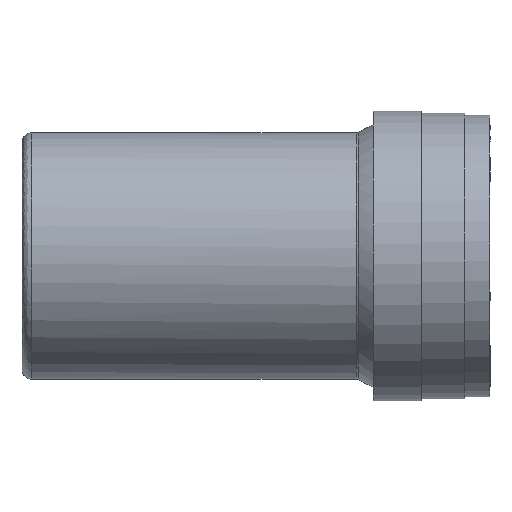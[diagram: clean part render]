
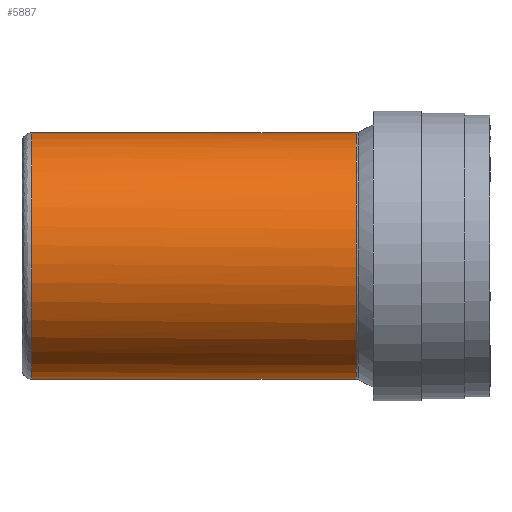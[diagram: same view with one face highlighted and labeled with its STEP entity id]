
A CAD part, front view. The second image highlights one B-rep face of the part: STEP entity #5887.
In plain terms, the highlighted free-form (B-spline) face has degree [2, 1] with [5, 2] control points.
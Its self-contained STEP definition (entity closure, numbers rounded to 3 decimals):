
#4904 = VERTEX_POINT('',#4905);
#4905 = CARTESIAN_POINT('',(58.128,81.053,
    -74.128));
#4924 = VERTEX_POINT('',#4925);
#4925 = CARTESIAN_POINT('',(58.128,81.053,
    -108.088));
#4931 = EDGE_CURVE('',#4924,#4904,#4932,.T.);
#4932 = ( BOUNDED_CURVE() B_SPLINE_CURVE(2,(#4933,#4934,#4935,#4936,
#4937),.UNSPECIFIED.,.F.,.F.) B_SPLINE_CURVE_WITH_KNOTS((3,2,3),(
    3.142,4.712,6.283),
.PIECEWISE_BEZIER_KNOTS.) CURVE() GEOMETRIC_REPRESENTATION_ITEM() 
RATIONAL_B_SPLINE_CURVE((1.,0.707,1.,0.707,1.)) 
REPRESENTATION_ITEM('') );
#4933 = CARTESIAN_POINT('',(58.128,81.053,
    -108.088));
#4934 = CARTESIAN_POINT('',(58.128,64.073,
    -108.088));
#4935 = CARTESIAN_POINT('',(58.128,64.073,
    -91.108));
#4936 = CARTESIAN_POINT('',(58.128,64.073,
    -74.128));
#4937 = CARTESIAN_POINT('',(58.128,81.053,
    -74.128));
#5026 = VERTEX_POINT('',#5027);
#5027 = CARTESIAN_POINT('',(13.399,81.053,
    -74.128));
#5034 = VERTEX_POINT('',#5035);
#5035 = CARTESIAN_POINT('',(13.399,81.053,
    -108.088));
#5866 = EDGE_CURVE('',#4924,#5034,#5867,.T.);
#5867 = B_SPLINE_CURVE_WITH_KNOTS('',1,(#5868,#5869),.UNSPECIFIED.,.F.,
  .F.,(2,2),(-60.22,-26.557),.PIECEWISE_BEZIER_KNOTS.);
#5868 = CARTESIAN_POINT('',(58.128,81.053,
    -108.088));
#5869 = CARTESIAN_POINT('',(13.399,81.053,
    -108.088));
#5872 = EDGE_CURVE('',#4904,#5026,#5873,.T.);
#5873 = B_SPLINE_CURVE_WITH_KNOTS('',1,(#5874,#5875),.UNSPECIFIED.,.F.,
  .F.,(2,2),(-60.22,-26.557),.PIECEWISE_BEZIER_KNOTS.);
#5874 = CARTESIAN_POINT('',(58.128,81.053,
    -74.128));
#5875 = CARTESIAN_POINT('',(13.399,81.053,
    -74.128));
#5887 = ADVANCED_FACE('',(#5888),#5901,.T.);
#5888 = FACE_BOUND('',#5889,.T.);
#5889 = EDGE_LOOP('',(#5890,#5891,#5892,#5893));
#5890 = ORIENTED_EDGE('',*,*,#5866,.F.);
#5891 = ORIENTED_EDGE('',*,*,#4931,.T.);
#5892 = ORIENTED_EDGE('',*,*,#5872,.T.);
#5893 = ORIENTED_EDGE('',*,*,#5894,.T.);
#5894 = EDGE_CURVE('',#5026,#5034,#5895,.T.);
#5895 = ( BOUNDED_CURVE() B_SPLINE_CURVE(2,(#5896,#5897,#5898,#5899,
#5900),.UNSPECIFIED.,.F.,.F.) B_SPLINE_CURVE_WITH_KNOTS((3,2,3),(
    3.142,4.712,6.283),
.PIECEWISE_BEZIER_KNOTS.) CURVE() GEOMETRIC_REPRESENTATION_ITEM() 
RATIONAL_B_SPLINE_CURVE((1.,0.707,1.,0.707,1.)) 
REPRESENTATION_ITEM('') );
#5896 = CARTESIAN_POINT('',(13.399,81.053,
    -74.128));
#5897 = CARTESIAN_POINT('',(13.399,64.073,
    -74.128));
#5898 = CARTESIAN_POINT('',(13.399,64.073,
    -91.108));
#5899 = CARTESIAN_POINT('',(13.399,64.073,
    -108.088));
#5900 = CARTESIAN_POINT('',(13.399,81.053,
    -108.088));
#5901 = ( BOUNDED_SURFACE() B_SPLINE_SURFACE(2,1,(
    (#5902,#5903)
    ,(#5904,#5905)
    ,(#5906,#5907)
    ,(#5908,#5909)
    ,(#5910,#5911
)),.UNSPECIFIED.,.F.,.F.,.F.) B_SPLINE_SURFACE_WITH_KNOTS((3,2,3),(2,2),
  (3.142,4.712,6.283),(-60.22,
    -26.557),.PIECEWISE_BEZIER_KNOTS.) 
GEOMETRIC_REPRESENTATION_ITEM() RATIONAL_B_SPLINE_SURFACE((
    (1.,1.)
    ,(0.707,0.707)
    ,(1.,1.)
    ,(0.707,0.707)
,(1.,1.))) REPRESENTATION_ITEM('') SURFACE() );
#5902 = CARTESIAN_POINT('',(58.128,81.053,
    -108.088));
#5903 = CARTESIAN_POINT('',(13.399,81.053,
    -108.088));
#5904 = CARTESIAN_POINT('',(58.128,64.073,
    -108.088));
#5905 = CARTESIAN_POINT('',(13.399,64.073,
    -108.088));
#5906 = CARTESIAN_POINT('',(58.128,64.073,
    -91.108));
#5907 = CARTESIAN_POINT('',(13.399,64.073,
    -91.108));
#5908 = CARTESIAN_POINT('',(58.128,64.073,
    -74.128));
#5909 = CARTESIAN_POINT('',(13.399,64.073,
    -74.128));
#5910 = CARTESIAN_POINT('',(58.128,81.053,
    -74.128));
#5911 = CARTESIAN_POINT('',(13.399,81.053,
    -74.128));
